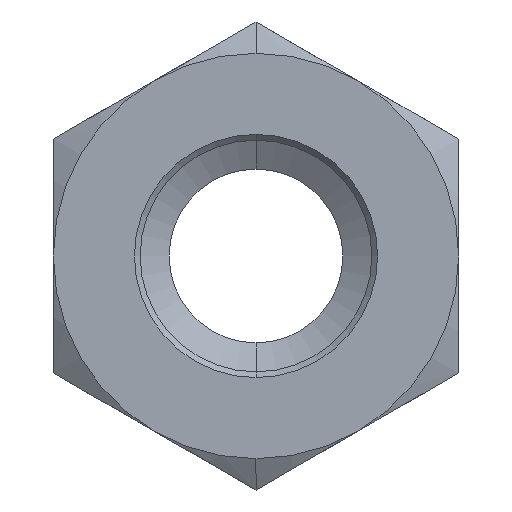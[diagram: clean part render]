
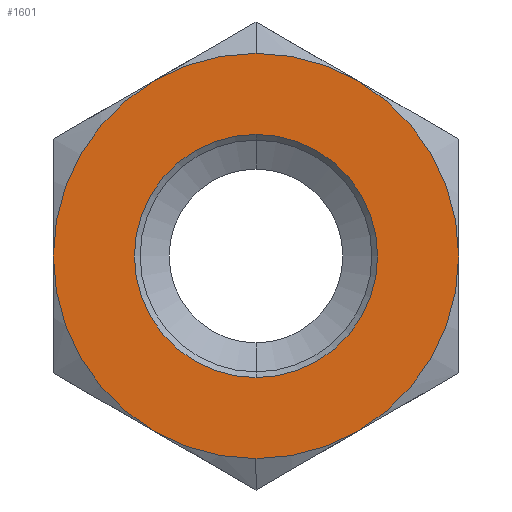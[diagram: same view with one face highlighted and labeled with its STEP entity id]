
A CAD part, front view. The second image highlights one B-rep face of the part: STEP entity #1601.
In plain terms, the highlighted planar face has unit normal (0, -1, 0).
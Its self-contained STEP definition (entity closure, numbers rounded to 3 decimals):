
#1601=ADVANCED_FACE('',(#3288,#3289),#3290,.F.);
#3288=FACE_OUTER_BOUND('',#5063,.T.);
#3289=FACE_BOUND('',#5064,.T.);
#3290=PLANE('',#5065);
#5063=EDGE_LOOP('',(#9790,#9791,#9792,#9793,#9794,#9795,#9796,#9797));
#5064=EDGE_LOOP('',(#9798,#9799));
#5065=AXIS2_PLACEMENT_3D('',#9800,#9801,#9802);
#9790=ORIENTED_EDGE('',*,*,#12568,.T.);
#9791=ORIENTED_EDGE('',*,*,#12569,.T.);
#9792=ORIENTED_EDGE('',*,*,#12285,.F.);
#9793=ORIENTED_EDGE('',*,*,#12570,.F.);
#9794=ORIENTED_EDGE('',*,*,#12075,.T.);
#9795=ORIENTED_EDGE('',*,*,#12571,.T.);
#9796=ORIENTED_EDGE('',*,*,#11287,.F.);
#9797=ORIENTED_EDGE('',*,*,#12572,.F.);
#9798=ORIENTED_EDGE('',*,*,#11964,.F.);
#9799=ORIENTED_EDGE('',*,*,#11283,.F.);
#9800=CARTESIAN_POINT('',(0.0,-15.448,0.0));
#9801=DIRECTION('',(0.0,1.0,0.0));
#9802=DIRECTION('',(-1.0,0.0,0.0));
#11283=EDGE_CURVE('',#13853,#13856,#13857,.T.);
#11287=EDGE_CURVE('',#13862,#13863,#13864,.T.);
#11964=EDGE_CURVE('',#13856,#13853,#14866,.T.);
#12075=EDGE_CURVE('',#15009,#15007,#15010,.T.);
#12285=EDGE_CURVE('',#15278,#14447,#15279,.T.);
#12568=EDGE_CURVE('',#13327,#15605,#15606,.T.);
#12569=EDGE_CURVE('',#15605,#14447,#15607,.T.);
#12570=EDGE_CURVE('',#15009,#15278,#15608,.T.);
#12571=EDGE_CURVE('',#15007,#13863,#15609,.T.);
#12572=EDGE_CURVE('',#13327,#13862,#15610,.T.);
#13327=VERTEX_POINT('',#16737);
#13853=VERTEX_POINT('',#17603);
#13856=VERTEX_POINT('',#17607);
#13857=CIRCLE('',#17608,4.2);
#13862=VERTEX_POINT('',#17614);
#13863=VERTEX_POINT('',#17615);
#13864=CIRCLE('',#17616,7.0);
#14447=VERTEX_POINT('',#18515);
#14866=CIRCLE('',#19222,4.2);
#15007=VERTEX_POINT('',#19450);
#15009=VERTEX_POINT('',#19453);
#15010=CIRCLE('',#19454,7.0);
#15278=VERTEX_POINT('',#19877);
#15279=CIRCLE('',#19878,7.0);
#15605=VERTEX_POINT('',#20381);
#15606=CIRCLE('',#20382,7.0);
#15607=CIRCLE('',#20383,7.0);
#15608=CIRCLE('',#20384,7.0);
#15609=CIRCLE('',#20385,7.0);
#15610=CIRCLE('',#20386,7.0);
#16737=CARTESIAN_POINT('',(-3.5,-15.448,-6.062));
#17603=CARTESIAN_POINT('',(0.,-15.448,-4.2));
#17607=CARTESIAN_POINT('',(0.0,-15.448,4.2));
#17608=AXIS2_PLACEMENT_3D('',#21305,#21306,#21307);
#17614=CARTESIAN_POINT('',(-7.0,-15.448,0.));
#17615=CARTESIAN_POINT('',(-3.5,-15.448,6.062));
#17616=AXIS2_PLACEMENT_3D('',#21312,#21313,#21314);
#18515=CARTESIAN_POINT('',(3.5,-15.448,-6.062));
#19222=AXIS2_PLACEMENT_3D('',#22018,#22019,#22020);
#19450=CARTESIAN_POINT('',(0.,-15.448,7.0));
#19453=CARTESIAN_POINT('',(3.5,-15.448,6.062));
#19454=AXIS2_PLACEMENT_3D('',#22130,#22131,#22132);
#19877=CARTESIAN_POINT('',(7.0,-15.448,0.));
#19878=AXIS2_PLACEMENT_3D('',#22324,#22325,#22326);
#20381=CARTESIAN_POINT('',(0.,-15.448,-7.0));
#20382=AXIS2_PLACEMENT_3D('',#22543,#22544,#22545);
#20383=AXIS2_PLACEMENT_3D('',#22546,#22547,#22548);
#20384=AXIS2_PLACEMENT_3D('',#22549,#22550,#22551);
#20385=AXIS2_PLACEMENT_3D('',#22552,#22553,#22554);
#20386=AXIS2_PLACEMENT_3D('',#22555,#22556,#22557);
#21305=CARTESIAN_POINT('',(0.0,-15.448,0.));
#21306=DIRECTION('',(0.0,-1.0,0.0));
#21307=DIRECTION('',(0.0,0.0,-1.0));
#21312=CARTESIAN_POINT('',(0.0,-15.448,0.0));
#21313=DIRECTION('',(0.0,1.0,0.0));
#21314=DIRECTION('',(-1.0,0.0,0.0));
#22018=CARTESIAN_POINT('',(0.0,-15.448,0.));
#22019=DIRECTION('',(0.0,-1.0,0.0));
#22020=DIRECTION('',(0.0,0.0,-1.0));
#22130=CARTESIAN_POINT('',(0.0,-15.448,0.0));
#22131=DIRECTION('',(0.0,-1.0,0.0));
#22132=DIRECTION('',(0.5,0.0,0.866));
#22324=CARTESIAN_POINT('',(0.0,-15.448,0.0));
#22325=DIRECTION('',(-0.0,1.0,0.0));
#22326=DIRECTION('',(1.0,0.0,0.));
#22543=CARTESIAN_POINT('',(0.0,-15.448,0.0));
#22544=DIRECTION('',(0.0,-1.0,-0.0));
#22545=DIRECTION('',(-0.5,0.0,-0.866));
#22546=CARTESIAN_POINT('',(0.0,-15.448,0.0));
#22547=DIRECTION('',(0.0,-1.0,-0.0));
#22548=DIRECTION('',(-0.5,0.0,-0.866));
#22549=CARTESIAN_POINT('',(0.0,-15.448,0.0));
#22550=DIRECTION('',(-0.0,1.0,0.0));
#22551=DIRECTION('',(0.5,0.0,0.866));
#22552=CARTESIAN_POINT('',(0.0,-15.448,0.0));
#22553=DIRECTION('',(0.0,-1.0,0.0));
#22554=DIRECTION('',(0.5,0.0,0.866));
#22555=CARTESIAN_POINT('',(0.0,-15.448,0.0));
#22556=DIRECTION('',(0.0,1.0,0.0));
#22557=DIRECTION('',(-0.5,0.0,-0.866));
